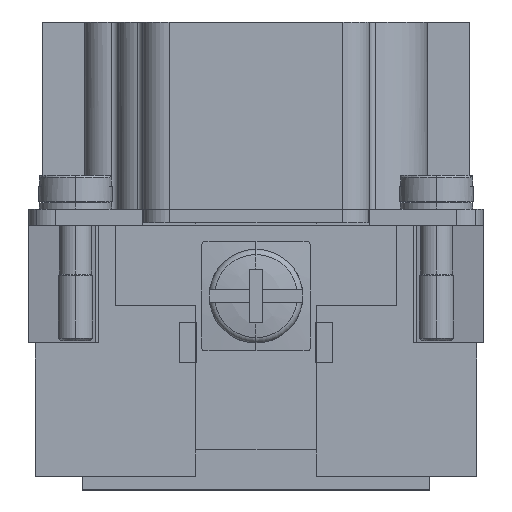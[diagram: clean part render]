
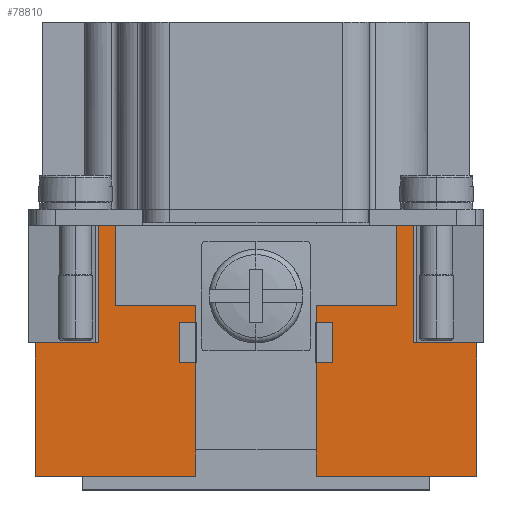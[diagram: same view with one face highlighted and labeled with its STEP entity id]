
A CAD part, left-side view. The second image highlights one B-rep face of the part: STEP entity #78810.
In plain terms, the highlighted planar face has unit normal (-1, 0, 0).
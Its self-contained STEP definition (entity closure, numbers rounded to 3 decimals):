
#273=CARTESIAN_POINT('',(-44.9,0.,-4.5));
#274=VERTEX_POINT('',#273);
#283=CARTESIAN_POINT('',(-44.9,0.,-8.5));
#284=VERTEX_POINT('',#283);
#285=CARTESIAN_POINT('',(-44.9,0.0,-6.5));
#286=DIRECTION('',(1.0,0.0,0.0));
#287=DIRECTION('',(0.0,0.0,1.0));
#288=AXIS2_PLACEMENT_3D('',#285,#286,#287);
#289=CIRCLE('',#288,2.);
#290=EDGE_CURVE('',#284,#274,#289,.T.);
#9519=CARTESIAN_POINT('',(-44.9,-16.5,-10.));
#9520=VERTEX_POINT('',#9519);
#9527=CARTESIAN_POINT('',(-44.9,-16.5,-20.0));
#9528=VERTEX_POINT('',#9527);
#9529=CARTESIAN_POINT('',(-44.9,-16.5,-10.));
#9530=DIRECTION('',(0.0,0.0,-1.0));
#9531=VECTOR('',#9530,10.);
#9532=LINE('',#9529,#9531);
#9533=EDGE_CURVE('',#9520,#9528,#9532,.T.);
#65994=CARTESIAN_POINT('',(-44.9,-4.5,-20.0));
#65995=VERTEX_POINT('',#65994);
#65996=CARTESIAN_POINT('',(-44.9,-4.5,-20.0));
#65997=DIRECTION('',(0.0,-1.0,0.0));
#65998=VECTOR('',#65997,12.0);
#65999=LINE('',#65996,#65998);
#66000=EDGE_CURVE('',#65995,#9528,#65999,.T.);
#66082=CARTESIAN_POINT('',(-44.9,4.5,-20.0));
#66083=VERTEX_POINT('',#66082);
#66090=CARTESIAN_POINT('',(-44.9,16.5,-20.0));
#66091=VERTEX_POINT('',#66090);
#66092=CARTESIAN_POINT('',(-44.9,16.5,-20.0));
#66093=DIRECTION('',(0.0,-1.0,0.0));
#66094=VECTOR('',#66093,12.0);
#66095=LINE('',#66092,#66094);
#66096=EDGE_CURVE('',#66091,#66083,#66095,.T.);
#68797=CARTESIAN_POINT('',(-44.9,16.5,-10.));
#68798=VERTEX_POINT('',#68797);
#68799=CARTESIAN_POINT('',(-44.9,16.5,-10.));
#68800=DIRECTION('',(0.0,0.0,-1.0));
#68801=VECTOR('',#68800,10.);
#68802=LINE('',#68799,#68801);
#68803=EDGE_CURVE('',#68798,#66091,#68802,.T.);
#78409=CARTESIAN_POINT('',(-44.9,8.,1.));
#78410=VERTEX_POINT('',#78409);
#78418=CARTESIAN_POINT('',(-44.9,-8.139,1.0));
#78419=VERTEX_POINT('',#78418);
#78420=CARTESIAN_POINT('',(-44.9,-8.139,1.0));
#78421=DIRECTION('',(0.0,1.0,0.0));
#78422=VECTOR('',#78421,16.139);
#78423=LINE('',#78420,#78422);
#78424=EDGE_CURVE('',#78419,#78410,#78423,.T.);
#78663=CARTESIAN_POINT('',(-44.9,-8.139,0.0));
#78664=VERTEX_POINT('',#78663);
#78665=CARTESIAN_POINT('',(-44.9,-8.139,1.0));
#78666=DIRECTION('',(0.0,0.0,-1.0));
#78667=VECTOR('',#78666,1.0);
#78668=LINE('',#78665,#78667);
#78669=EDGE_CURVE('',#78419,#78664,#78668,.T.);
#78689=CARTESIAN_POINT('',(-44.9,16.5,0.0));
#78690=DIRECTION('',(-1.0,0.0,0.0));
#78691=DIRECTION('',(0.0,0.0,1.0));
#78692=AXIS2_PLACEMENT_3D('',#78689,#78690,#78691);
#78693=PLANE('',#78692);
#78694=CARTESIAN_POINT('',(-44.9,-11.75,0.0));
#78695=VERTEX_POINT('',#78694);
#78696=CARTESIAN_POINT('',(-44.9,-11.75,0.0));
#78697=DIRECTION('',(0.0,1.0,0.0));
#78698=VECTOR('',#78697,3.611);
#78699=LINE('',#78696,#78698);
#78700=EDGE_CURVE('',#78695,#78664,#78699,.T.);
#78701=ORIENTED_EDGE('',*,*,#78700,.T.);
#78702=ORIENTED_EDGE('',*,*,#78669,.F.);
#78703=ORIENTED_EDGE('',*,*,#78424,.T.);
#78704=CARTESIAN_POINT('',(-44.9,8.,0.0));
#78705=VERTEX_POINT('',#78704);
#78706=CARTESIAN_POINT('',(-44.9,8.,0.0));
#78707=DIRECTION('',(0.0,0.0,1.0));
#78708=VECTOR('',#78707,1.);
#78709=LINE('',#78706,#78708);
#78710=EDGE_CURVE('',#78705,#78410,#78709,.T.);
#78711=ORIENTED_EDGE('',*,*,#78710,.F.);
#78712=CARTESIAN_POINT('',(-44.9,10.29,0.0));
#78713=VERTEX_POINT('',#78712);
#78714=CARTESIAN_POINT('',(-44.9,8.,0.0));
#78715=DIRECTION('',(0.0,1.0,0.0));
#78716=VECTOR('',#78715,2.29);
#78717=LINE('',#78714,#78716);
#78718=EDGE_CURVE('',#78705,#78713,#78717,.T.);
#78719=ORIENTED_EDGE('',*,*,#78718,.T.);
#78720=CARTESIAN_POINT('',(-44.9,11.75,0.0));
#78721=VERTEX_POINT('',#78720);
#78722=CARTESIAN_POINT('',(-44.9,10.29,0.0));
#78723=DIRECTION('',(0.0,1.0,0.0));
#78724=VECTOR('',#78723,1.46);
#78725=LINE('',#78722,#78724);
#78726=EDGE_CURVE('',#78713,#78721,#78725,.T.);
#78727=ORIENTED_EDGE('',*,*,#78726,.T.);
#78728=CARTESIAN_POINT('',(-44.9,11.75,-10.));
#78729=VERTEX_POINT('',#78728);
#78730=CARTESIAN_POINT('',(-44.9,11.75,0.0));
#78731=DIRECTION('',(0.0,0.0,-1.0));
#78732=VECTOR('',#78731,10.);
#78733=LINE('',#78730,#78732);
#78734=EDGE_CURVE('',#78721,#78729,#78733,.T.);
#78735=ORIENTED_EDGE('',*,*,#78734,.T.);
#78736=CARTESIAN_POINT('',(-44.9,11.75,-10.));
#78737=DIRECTION('',(0.0,1.0,0.0));
#78738=VECTOR('',#78737,4.75);
#78739=LINE('',#78736,#78738);
#78740=EDGE_CURVE('',#78729,#68798,#78739,.T.);
#78741=ORIENTED_EDGE('',*,*,#78740,.T.);
#78742=ORIENTED_EDGE('',*,*,#68803,.T.);
#78743=ORIENTED_EDGE('',*,*,#66096,.T.);
#78744=CARTESIAN_POINT('',(-44.9,4.5,-18.0));
#78745=VERTEX_POINT('',#78744);
#78746=CARTESIAN_POINT('',(-44.9,4.5,-20.0));
#78747=DIRECTION('',(0.0,0.0,1.0));
#78748=VECTOR('',#78747,2.0);
#78749=LINE('',#78746,#78748);
#78750=EDGE_CURVE('',#66083,#78745,#78749,.T.);
#78751=ORIENTED_EDGE('',*,*,#78750,.T.);
#78752=CARTESIAN_POINT('',(-44.9,4.5,-16.8));
#78753=VERTEX_POINT('',#78752);
#78754=CARTESIAN_POINT('',(-44.9,4.5,-18.0));
#78755=DIRECTION('',(0.0,0.0,1.0));
#78756=VECTOR('',#78755,1.2);
#78757=LINE('',#78754,#78756);
#78758=EDGE_CURVE('',#78745,#78753,#78757,.T.);
#78759=ORIENTED_EDGE('',*,*,#78758,.T.);
#78760=CARTESIAN_POINT('',(-44.9,-4.5,-16.8));
#78761=VERTEX_POINT('',#78760);
#78762=CARTESIAN_POINT('',(-44.9,4.5,-16.8));
#78763=DIRECTION('',(0.0,-1.0,0.0));
#78764=VECTOR('',#78763,9.0);
#78765=LINE('',#78762,#78764);
#78766=EDGE_CURVE('',#78753,#78761,#78765,.T.);
#78767=ORIENTED_EDGE('',*,*,#78766,.T.);
#78768=CARTESIAN_POINT('',(-44.9,-4.5,-18.0));
#78769=VERTEX_POINT('',#78768);
#78770=CARTESIAN_POINT('',(-44.9,-4.5,-16.8));
#78771=DIRECTION('',(0.0,0.0,-1.0));
#78772=VECTOR('',#78771,1.2);
#78773=LINE('',#78770,#78772);
#78774=EDGE_CURVE('',#78761,#78769,#78773,.T.);
#78775=ORIENTED_EDGE('',*,*,#78774,.T.);
#78776=CARTESIAN_POINT('',(-44.9,-4.5,-18.0));
#78777=DIRECTION('',(0.0,0.0,-1.0));
#78778=VECTOR('',#78777,2.0);
#78779=LINE('',#78776,#78778);
#78780=EDGE_CURVE('',#78769,#65995,#78779,.T.);
#78781=ORIENTED_EDGE('',*,*,#78780,.T.);
#78782=ORIENTED_EDGE('',*,*,#66000,.T.);
#78783=ORIENTED_EDGE('',*,*,#9533,.F.);
#78784=CARTESIAN_POINT('',(-44.9,-11.75,-10.));
#78785=VERTEX_POINT('',#78784);
#78786=CARTESIAN_POINT('',(-44.9,-16.5,-10.));
#78787=DIRECTION('',(0.0,1.0,0.0));
#78788=VECTOR('',#78787,4.75);
#78789=LINE('',#78786,#78788);
#78790=EDGE_CURVE('',#9520,#78785,#78789,.T.);
#78791=ORIENTED_EDGE('',*,*,#78790,.T.);
#78792=CARTESIAN_POINT('',(-44.9,-11.75,-10.));
#78793=DIRECTION('',(0.0,0.0,1.0));
#78794=VECTOR('',#78793,10.);
#78795=LINE('',#78792,#78794);
#78796=EDGE_CURVE('',#78785,#78695,#78795,.T.);
#78797=ORIENTED_EDGE('',*,*,#78796,.T.);
#78798=EDGE_LOOP('',(#78701,#78702,#78703,#78711,#78719,#78727,#78735,#78741,#78742,#78743,#78751,#78759,#78767,#78775,#78781,#78782,#78783,#78791,#78797));
#78799=FACE_OUTER_BOUND('',#78798,.T.);
#78800=ORIENTED_EDGE('',*,*,#290,.T.);
#78801=CARTESIAN_POINT('',(-44.9,0.0,-6.5));
#78802=DIRECTION('',(1.0,0.0,0.0));
#78803=DIRECTION('',(0.0,0.0,1.0));
#78804=AXIS2_PLACEMENT_3D('',#78801,#78802,#78803);
#78805=CIRCLE('',#78804,2.);
#78806=EDGE_CURVE('',#274,#284,#78805,.T.);
#78807=ORIENTED_EDGE('',*,*,#78806,.T.);
#78808=EDGE_LOOP('',(#78800,#78807));
#78809=FACE_BOUND('',#78808,.T.);
#78810=ADVANCED_FACE('',(#78799,#78809),#78693,.T.);
